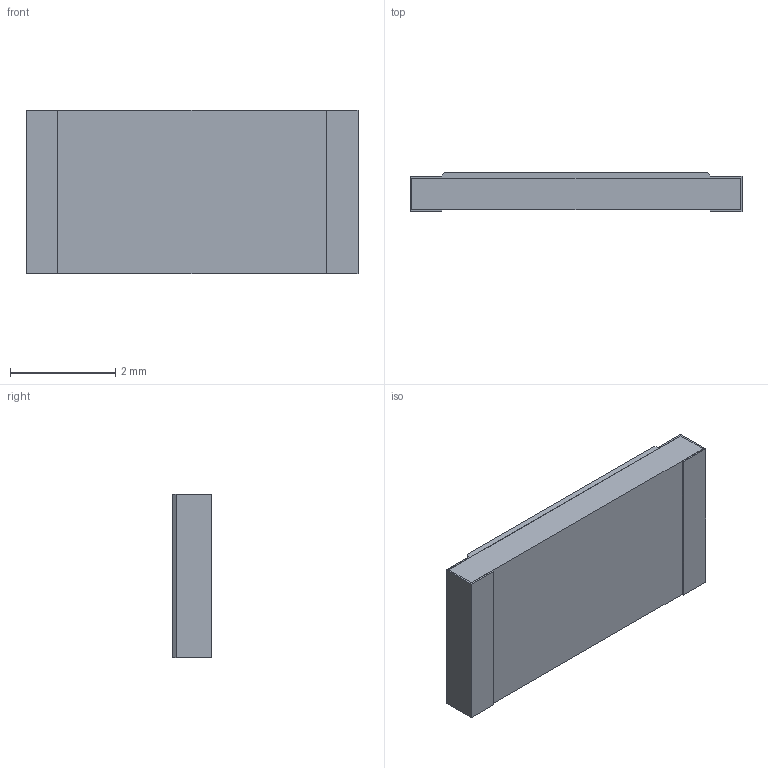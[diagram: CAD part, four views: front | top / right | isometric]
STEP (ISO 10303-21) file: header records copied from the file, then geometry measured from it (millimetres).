
FILE_DESCRIPTION (( 'STEP AP214' ), '1' );
FILE_NAME ('CR2512-J--2R4ELF.STEP', '2019-12-28T00:17:14', ( '' ), ( '' ), 'SwSTEP 2.0', 'SolidWorks 2018', '' );
FILE_SCHEMA (( 'AUTOMOTIVE_DESIGN' ));
Length unit declared in the file: millimetre
Products named in the file (1): CR2512-J--2R4ELF
Bounding box: 6.3 x 0.75 x 3.1 mm (x, y, z)
Volume: 13.8 mm3; surface area: 106.1 mm2
Topology: 4 solids, 4 shells, 34 faces, 78 edges, 52 vertices
Faces by surface type: plane 34
Entity records: 1003 total; most frequent: CARTESIAN_POINT 165, ORIENTED_EDGE 156, DIRECTION 148, EDGE_CURVE 78, LINE 78, VECTOR 78, VERTEX_POINT 52, AXIS2_PLACEMENT_3D 35
